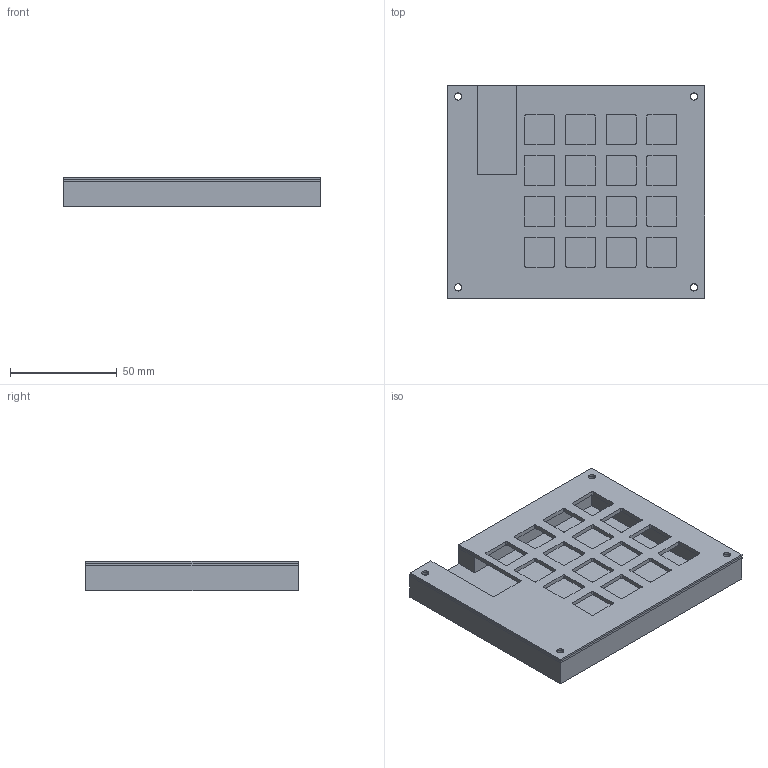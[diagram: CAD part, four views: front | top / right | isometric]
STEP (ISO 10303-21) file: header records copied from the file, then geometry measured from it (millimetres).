
FILE_DESCRIPTION(/* description */ (''),/* implementation_level */ '2;1');
FILE_NAME(/* name */ 'full macropad 28th.step',/* time_stamp */ '2026-01-28T22:09:34-05:00',/* author */ (''),/* organization */ (''),/* preprocessor_version */ 'ST-DEVELOPER v20.1',/* originating_system */ 'Autodesk Translation Framework v14.24.0.0',/* authorisation */ '');
FILE_SCHEMA (('AUTOMOTIVE_DESIGN { 1 0 10303 214 3 1 1 }'));
Length unit declared in the file: millimetre
Products named in the file (4): 2026-01-25-17-48-52-756; 2026-01-27-17-13-51-966; 2026-01-13-18-19-14-159; 2026-01-14-15-52-15-292
Assembly tree (3 placements, depth 2):
  2026-01-25-17-48-52-756
    2026-01-27-17-13-51-966
    2026-01-13-18-19-14-159
    2026-01-14-15-52-15-292
Bounding box: 120.33 x 99.26 x 13.87 mm (x, y, z)
Volume: 90828.8 mm3; surface area: 52440.7 mm2
Topology: 2 solids, 2 shells, 168 faces, 480 edges, 320 vertices
Faces by surface type: plane 92, cylinder 76
Full cylindrical faces by diameter (mm): 3.4 x8, 6 x4
Entity records: 5728 total; most frequent: DIRECTION 982, CARTESIAN_POINT 975, ORIENTED_EDGE 960, EDGE_CURVE 480, LINE 328, VECTOR 328, AXIS2_PLACEMENT_3D 327, VERTEX_POINT 320
